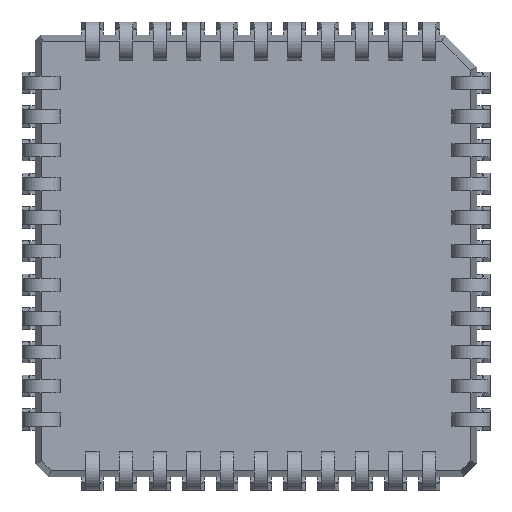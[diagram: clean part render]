
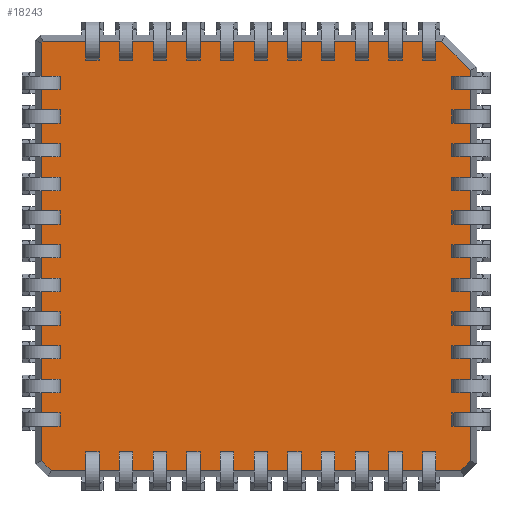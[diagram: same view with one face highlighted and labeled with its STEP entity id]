
A CAD part, front view. The second image highlights one B-rep face of the part: STEP entity #18243.
In plain terms, the highlighted planar face has unit normal (0, -1, 0).
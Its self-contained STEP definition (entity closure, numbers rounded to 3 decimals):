
#16=DIRECTION('',(-0.707,0.,-0.707));
#17=VECTOR('',#16,0.076);
#18=CARTESIAN_POINT('',(-8.026,-2.03,8.08));
#19=LINE('',#18,#17);
#24=DIRECTION('',(-1.,0.,0.));
#25=VECTOR('',#24,15.033);
#26=CARTESIAN_POINT('',(7.006,-2.03,8.08));
#27=LINE('',#26,#25);
#31=DIRECTION('',(-0.707,0.,0.707));
#32=VECTOR('',#31,1.518);
#33=CARTESIAN_POINT('',(8.08,-2.03,7.006));
#34=LINE('',#33,#32);
#38=DIRECTION('',(0.,0.,1.));
#39=VECTOR('',#38,14.733);
#40=CARTESIAN_POINT('',(8.08,-2.03,-7.726));
#41=LINE('',#40,#39);
#45=DIRECTION('',(0.707,0.,0.707));
#46=VECTOR('',#45,0.5);
#47=CARTESIAN_POINT('',(7.726,-2.03,-8.08));
#48=LINE('',#47,#46);
#52=DIRECTION('',(1.,0.,0.));
#53=VECTOR('',#52,15.453);
#54=CARTESIAN_POINT('',(-7.726,-2.03,-8.08));
#55=LINE('',#54,#53);
#59=DIRECTION('',(0.707,0.,-0.707));
#60=VECTOR('',#59,0.5);
#61=CARTESIAN_POINT('',(-8.08,-2.03,-7.726));
#62=LINE('',#61,#60);
#66=DIRECTION('',(0.,0.,-1.));
#67=VECTOR('',#66,15.753);
#68=CARTESIAN_POINT('',(-8.08,-2.03,8.026));
#69=LINE('',#68,#67);
#15504=CARTESIAN_POINT('',(-8.026,-2.03,8.08));
#15505=CARTESIAN_POINT('',(-8.08,-2.03,8.026));
#15506=VERTEX_POINT('',#15504);
#15507=VERTEX_POINT('',#15505);
#15510=CARTESIAN_POINT('',(-8.08,-2.03,-7.726));
#15511=VERTEX_POINT('',#15510);
#15512=CARTESIAN_POINT('',(-7.726,-2.03,-8.08));
#15513=VERTEX_POINT('',#15512);
#15514=CARTESIAN_POINT('',(7.726,-2.03,-8.08));
#15515=VERTEX_POINT('',#15514);
#15516=CARTESIAN_POINT('',(8.08,-2.03,-7.726));
#15517=VERTEX_POINT('',#15516);
#15518=CARTESIAN_POINT('',(8.08,-2.03,7.006));
#15519=VERTEX_POINT('',#15518);
#15520=CARTESIAN_POINT('',(7.006,-2.03,8.08));
#15521=VERTEX_POINT('',#15520);
#18220=CARTESIAN_POINT('',(0.,-2.03,0.));
#18221=DIRECTION('',(0.,1.,0.));
#18222=DIRECTION('',(1.,0.,0.));
#18223=AXIS2_PLACEMENT_3D('',#18220,#18221,#18222);
#18224=PLANE('',#18223);
#18226=ORIENTED_EDGE('',*,*,#18225,.F.);
#18228=ORIENTED_EDGE('',*,*,#18227,.F.);
#18230=ORIENTED_EDGE('',*,*,#18229,.F.);
#18232=ORIENTED_EDGE('',*,*,#18231,.F.);
#18234=ORIENTED_EDGE('',*,*,#18233,.F.);
#18236=ORIENTED_EDGE('',*,*,#18235,.F.);
#18238=ORIENTED_EDGE('',*,*,#18237,.F.);
#18240=ORIENTED_EDGE('',*,*,#18239,.F.);
#18241=EDGE_LOOP('',(#18226,#18228,#18230,#18232,#18234,#18236,#18238,#18240));
#18242=FACE_OUTER_BOUND('',#18241,.F.);
#18243=ADVANCED_FACE('',(#18242),#18224,.F.);
#18225=EDGE_CURVE('',#15506,#15507,#19,.T.);
#18227=EDGE_CURVE('',#15521,#15506,#27,.T.);
#18229=EDGE_CURVE('',#15519,#15521,#34,.T.);
#18231=EDGE_CURVE('',#15517,#15519,#41,.T.);
#18233=EDGE_CURVE('',#15515,#15517,#48,.T.);
#18235=EDGE_CURVE('',#15513,#15515,#55,.T.);
#18237=EDGE_CURVE('',#15511,#15513,#62,.T.);
#18239=EDGE_CURVE('',#15507,#15511,#69,.T.);
